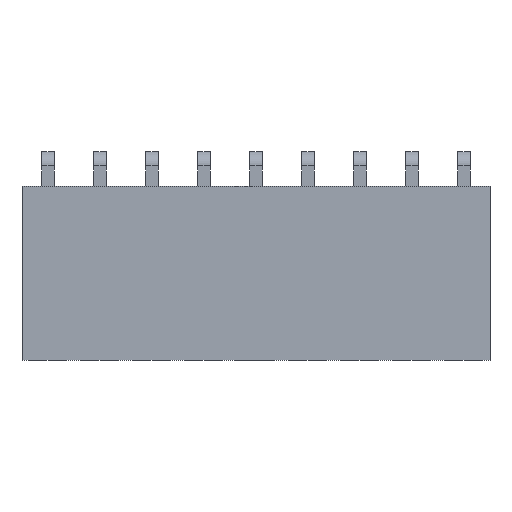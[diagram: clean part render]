
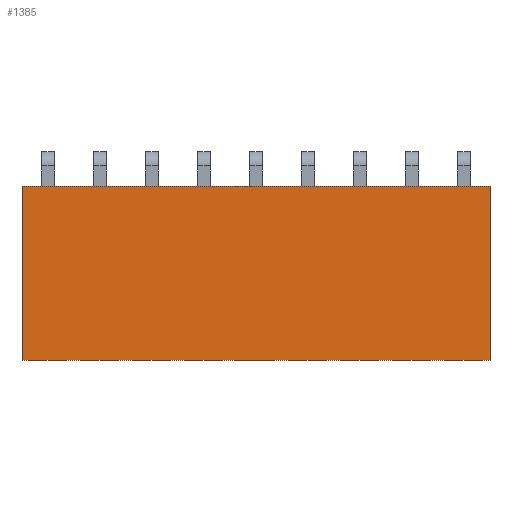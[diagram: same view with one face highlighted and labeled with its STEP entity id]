
A CAD part, top view. The second image highlights one B-rep face of the part: STEP entity #1385.
In plain terms, the highlighted planar face has unit normal (0, 0, 1).
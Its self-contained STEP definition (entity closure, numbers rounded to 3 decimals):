
#1385=ADVANCED_FACE('',(#5913),#5915,.T.);
#5913=FACE_BOUND('',#5914,.T.);
#5914=EDGE_LOOP('',(#9545,#9546,#9547,#9548));
#5915=PLANE('',#5916);
#5916=AXIS2_PLACEMENT_3D('',#5917,#5918,#5919);
#5917=CARTESIAN_POINT('',(1.27,-1.5,2.54));
#5918=DIRECTION('',(0.,0.,1.));
#5919=DIRECTION('',(-1.,0.,0.));
#9545=ORIENTED_EDGE('',*,*,#11961,.T.);
#9546=ORIENTED_EDGE('',*,*,#12095,.F.);
#9547=ORIENTED_EDGE('',*,*,#11968,.F.);
#9548=ORIENTED_EDGE('',*,*,#12132,.T.);
#11961=EDGE_CURVE('',#13729,#13727,#13730,.T.);
#11968=EDGE_CURVE('',#13739,#13741,#13742,.T.);
#12095=EDGE_CURVE('',#13741,#13727,#13955,.T.);
#12132=EDGE_CURVE('',#13739,#13729,#14028,.T.);
#13727=VERTEX_POINT('',#17033);
#13729=VERTEX_POINT('',#17037);
#13730=LINE('',#17038,#17039);
#13739=VERTEX_POINT('',#17059);
#13741=VERTEX_POINT('',#17063);
#13742=LINE('',#17064,#17065);
#13955=LINE('',#17535,#17536);
#14028=LINE('',#17682,#17683);
#17033=CARTESIAN_POINT('',(-1.27,-10.,2.54));
#17037=CARTESIAN_POINT('',(-1.27,-1.5,2.54));
#17038=CARTESIAN_POINT('',(-1.27,-1.5,2.54));
#17039=VECTOR('',#17040,1.);
#17040=DIRECTION('',(0.,-1.,0.));
#17059=CARTESIAN_POINT('',(21.59,-1.5,2.54));
#17063=CARTESIAN_POINT('',(21.59,-10.,2.54));
#17064=CARTESIAN_POINT('',(21.59,-1.5,2.54));
#17065=VECTOR('',#17066,1.);
#17066=DIRECTION('',(0.,-1.,0.));
#17535=CARTESIAN_POINT('',(21.59,-10.,2.54));
#17536=VECTOR('',#17537,1.);
#17537=DIRECTION('',(-1.,0.,0.));
#17682=CARTESIAN_POINT('',(21.59,-1.5,2.54));
#17683=VECTOR('',#17684,1.);
#17684=DIRECTION('',(-1.,0.,0.));
